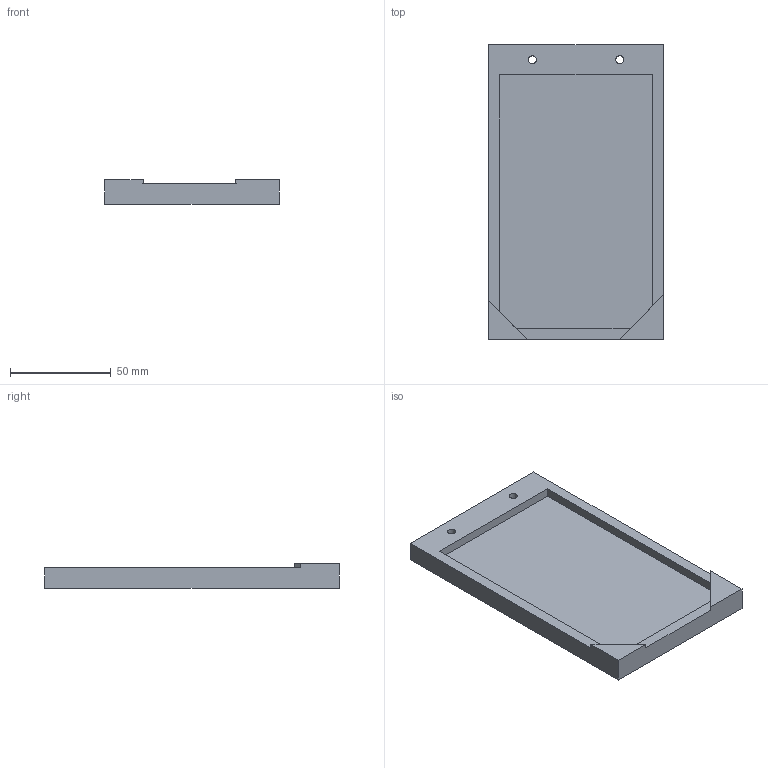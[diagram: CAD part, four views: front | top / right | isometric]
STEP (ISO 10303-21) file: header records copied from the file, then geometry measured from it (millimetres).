
FILE_DESCRIPTION(('HOOPS Exchange Step'),'2;1');
FILE_NAME('temp_export','2022-10-03T17:06:55+02:00',('mobile'),('Shapr3D Limited'),'HOOPS Exchange 2022.1','Shapr3D','Authorized');
FILE_SCHEMA( ('AP203_CONFIGURATION_CONTROLLED_3D_DESIGN_OF_MECHANICAL_PARTS_AND_ASSEMBLIES_MIM_LF') );
Length unit declared in the file: millimetre
Products named in the file (1): root
Bounding box: 87 x 146.5 x 12 mm (x, y, z)
Volume: 84969.7 mm3; surface area: 32653 mm2
Topology: 1 solids, 1 shells, 20 faces, 50 edges, 32 vertices
Faces by surface type: plane 18, bspline 2
Entity records: 948 total; most frequent: CARTESIAN_POINT 455, ORIENTED_EDGE 100, DIRECTION 82, EDGE_CURVE 50, VECTOR 44, LINE 44, VERTEX_POINT 32, EDGE_LOOP 24
